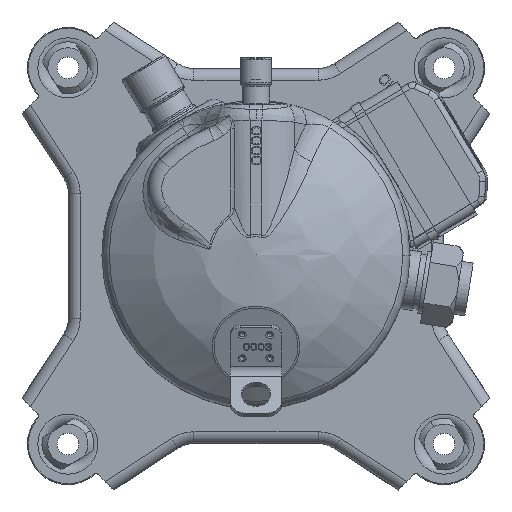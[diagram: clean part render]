
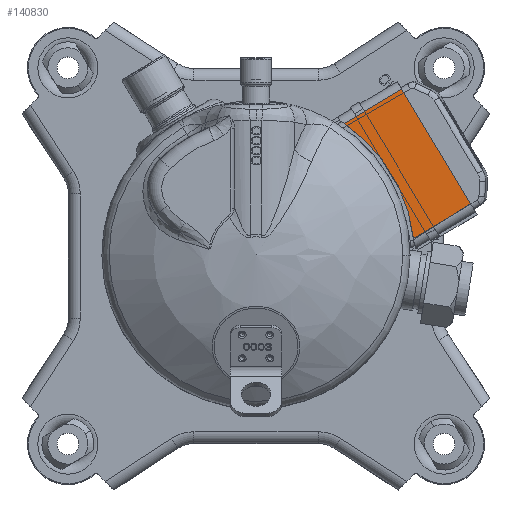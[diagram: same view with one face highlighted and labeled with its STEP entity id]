
A CAD part, top view. The second image highlights one B-rep face of the part: STEP entity #140830.
In plain terms, the highlighted face is planar.
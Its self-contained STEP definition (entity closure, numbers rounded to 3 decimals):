
#139115=CARTESIAN_POINT('',(-34.,53.,-72.668));
#139116=VERTEX_POINT('',#139115);
#139130=CARTESIAN_POINT('',(34.,53.,-72.668));
#139131=VERTEX_POINT('',#139130);
#139132=CARTESIAN_POINT('',(0.,53.,2.5));
#139133=DIRECTION('',(0.,-1.,0.));
#139134=DIRECTION('',(0.,0.,-1.));
#139135=AXIS2_PLACEMENT_3D('',#139132,#139133,#139134);
#139136=CIRCLE('',#139135,82.5);
#139137=EDGE_CURVE('',#139116,#139131,#139136,.T.);
#140546=CARTESIAN_POINT('',(34.,53.,-106.5));
#140547=VERTEX_POINT('',#140546);
#140555=CARTESIAN_POINT('',(-34.,53.,-106.5));
#140556=VERTEX_POINT('',#140555);
#140557=CARTESIAN_POINT('',(34.,53.,-106.5));
#140558=DIRECTION('',(-1.,-0.,0.));
#140559=VECTOR('',#140558,68.);
#140560=LINE('',#140557,#140559);
#140561=EDGE_CURVE('',#140547,#140556,#140560,.T.);
#140804=CARTESIAN_POINT('',(-34.,53.,-72.668));
#140805=DIRECTION('',(0.,0.,-1.));
#140806=VECTOR('',#140805,33.832);
#140807=LINE('',#140804,#140806);
#140808=EDGE_CURVE('',#139116,#140556,#140807,.T.);
#140814=CARTESIAN_POINT('',(34.,53.,-71.5));
#140815=DIRECTION('',(0.,-1.,0.));
#140816=DIRECTION('',(-1.,0.,0.));
#140817=AXIS2_PLACEMENT_3D('',#140814,#140815,#140816);
#140818=PLANE('',#140817);
#140819=ORIENTED_EDGE('',*,*,#140808,.T.);
#140820=ORIENTED_EDGE('',*,*,#140561,.F.);
#140821=CARTESIAN_POINT('',(34.,53.,-72.668));
#140822=DIRECTION('',(0.,0.,-1.));
#140823=VECTOR('',#140822,33.832);
#140824=LINE('',#140821,#140823);
#140825=EDGE_CURVE('',#139131,#140547,#140824,.T.);
#140826=ORIENTED_EDGE('',*,*,#140825,.F.);
#140827=ORIENTED_EDGE('',*,*,#139137,.F.);
#140828=EDGE_LOOP('',(#140819,#140820,#140826,#140827));
#140829=FACE_BOUND('',#140828,.T.);
#140830=ADVANCED_FACE('',(#140829),#140818,.T.);
